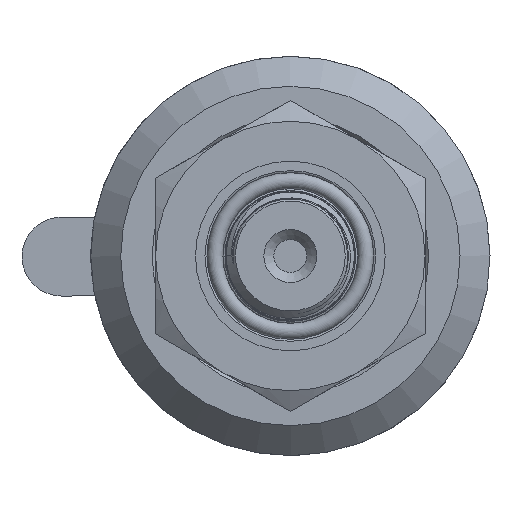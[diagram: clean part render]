
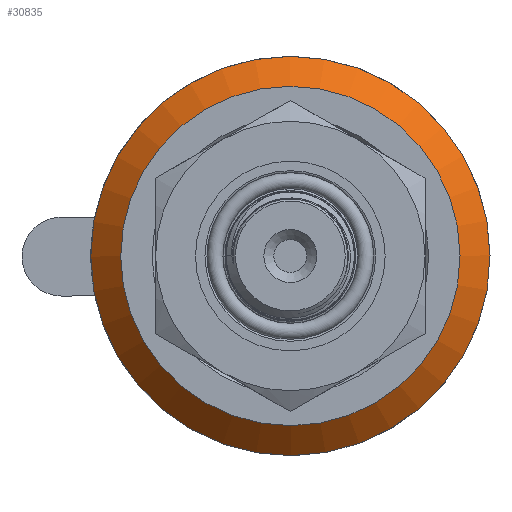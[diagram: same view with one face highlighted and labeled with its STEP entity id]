
A CAD part, left-side view. The second image highlights one B-rep face of the part: STEP entity #30835.
In plain terms, the highlighted conical face has half-angle 45 degrees and reference radius 18.5 mm.
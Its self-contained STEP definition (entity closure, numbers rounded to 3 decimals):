
#581=CONICAL_SURFACE('',#33049,18.5,0.785);
#2978=FACE_OUTER_BOUND('',#4746,.T.);
#4746=EDGE_LOOP('',(#27050,#27051,#27052,#27053));
#5711=CIRCLE('',#33048,20.);
#5712=CIRCLE('',#33050,17.);
#9324=LINE('',#69621,#12263);
#12263=VECTOR('',#39417,18.5);
#14907=VERTEX_POINT('',#69616);
#14908=VERTEX_POINT('',#69620);
#19084=EDGE_CURVE('',#14907,#14907,#5711,.T.);
#19085=EDGE_CURVE('',#14907,#14908,#9324,.T.);
#19086=EDGE_CURVE('',#14908,#14908,#5712,.T.);
#27050=ORIENTED_EDGE('',*,*,#19084,.F.);
#27051=ORIENTED_EDGE('',*,*,#19085,.T.);
#27052=ORIENTED_EDGE('',*,*,#19086,.T.);
#27053=ORIENTED_EDGE('',*,*,#19085,.F.);
#30835=ADVANCED_FACE('',(#2978),#581,.T.);
#33048=AXIS2_PLACEMENT_3D('',#69618,#39413,#39414);
#33049=AXIS2_PLACEMENT_3D('',#69619,#39415,#39416);
#33050=AXIS2_PLACEMENT_3D('',#69622,#39418,#39419);
#39413=DIRECTION('center_axis',(-1.,0.,0.));
#39414=DIRECTION('ref_axis',(0.,0.,
-1.));
#39415=DIRECTION('center_axis',(-1.,0.,0.));
#39416=DIRECTION('ref_axis',(0.,-1.,0.));
#39417=DIRECTION('',(0.707,-0.707,0.));
#39418=DIRECTION('center_axis',(-1.,0.,0.));
#39419=DIRECTION('ref_axis',(0.,0.,
-1.));
#69616=CARTESIAN_POINT('',(21.,20.,0.));
#69618=CARTESIAN_POINT('Origin',(21.,0.,0.));
#69619=CARTESIAN_POINT('Origin',(22.5,0.,0.));
#69620=CARTESIAN_POINT('',(24.,17.,0.));
#69621=CARTESIAN_POINT('',(22.5,18.5,0.));
#69622=CARTESIAN_POINT('Origin',(24.,0.,0.));
